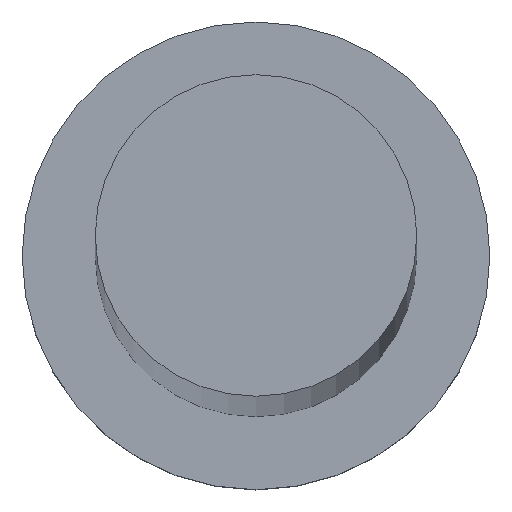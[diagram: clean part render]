
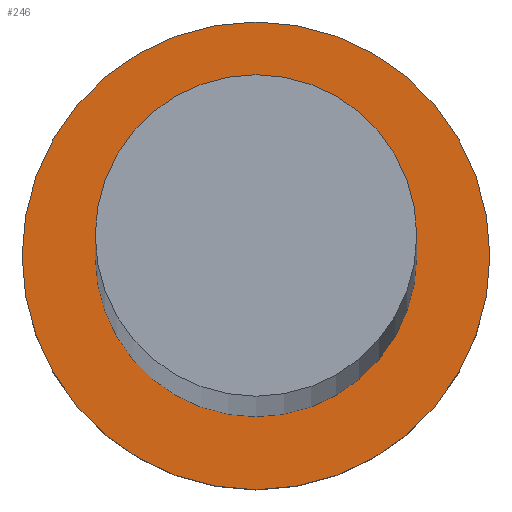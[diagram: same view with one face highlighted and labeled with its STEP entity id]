
A CAD part, top view. The second image highlights one B-rep face of the part: STEP entity #246.
In plain terms, the highlighted planar face has unit normal (0, 0, 1).
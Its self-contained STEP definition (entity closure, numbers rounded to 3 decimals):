
#1 = AXIS2_PLACEMENT_3D ( 'NONE', #163, #121, #202 ) ;
#15 = EDGE_LOOP ( 'NONE', ( #145, #32 ) ) ;
#17 = CARTESIAN_POINT ( 'NONE',  ( 8., 0., 5. ) ) ;
#22 = CARTESIAN_POINT ( 'NONE',  ( 0., 0., 5. ) ) ;
#26 = DIRECTION ( 'NONE',  ( 0., 0., 1. ) ) ;
#27 = DIRECTION ( 'NONE',  ( 0., 0., 1. ) ) ;
#32 = ORIENTED_EDGE ( 'NONE', *, *, #143, .T. ) ;
#36 = AXIS2_PLACEMENT_3D ( 'NONE', #69, #155, #92 ) ;
#43 = CARTESIAN_POINT ( 'NONE',  ( 5.5, 0., 5. ) ) ;
#49 = VERTEX_POINT ( 'NONE', #17 ) ;
#68 = CIRCLE ( 'NONE', #36, 5.5 ) ;
#69 = CARTESIAN_POINT ( 'NONE',  ( 0., 0., 5. ) ) ;
#86 = CIRCLE ( 'NONE', #245, 8. ) ;
#90 = CIRCLE ( 'NONE', #126, 5.5 ) ;
#92 = DIRECTION ( 'NONE',  ( 1., 0., 0. ) ) ;
#101 = EDGE_LOOP ( 'NONE', ( #205, #201 ) ) ;
#102 = DIRECTION ( 'NONE',  ( 0., 0., 1. ) ) ;
#116 = VERTEX_POINT ( 'NONE', #177 ) ;
#121 = DIRECTION ( 'NONE',  ( 0., 0., 1. ) ) ;
#123 = DIRECTION ( 'NONE',  ( 1., 0., 0. ) ) ;
#126 = AXIS2_PLACEMENT_3D ( 'NONE', #195, #26, #157 ) ;
#141 = CARTESIAN_POINT ( 'NONE',  ( 0., 0., 5. ) ) ;
#143 = EDGE_CURVE ( 'NONE', #49, #149, #86, .T. ) ;
#145 = ORIENTED_EDGE ( 'NONE', *, *, #251, .T. ) ;
#149 = VERTEX_POINT ( 'NONE', #239 ) ;
#155 = DIRECTION ( 'NONE',  ( 0., 0., 1. ) ) ;
#157 = DIRECTION ( 'NONE',  ( 1., 0., 0. ) ) ;
#163 = CARTESIAN_POINT ( 'NONE',  ( 0., 0., 5. ) ) ;
#177 = CARTESIAN_POINT ( 'NONE',  ( -5.5, 0., 5. ) ) ;
#179 = PLANE ( 'NONE',  #1 ) ;
#180 = VERTEX_POINT ( 'NONE', #43 ) ;
#182 = FACE_BOUND ( 'NONE', #101, .T. ) ;
#188 = EDGE_CURVE ( 'NONE', #180, #116, #90, .T. ) ;
#195 = CARTESIAN_POINT ( 'NONE',  ( 0., 0., 5. ) ) ;
#199 = EDGE_CURVE ( 'NONE', #116, #180, #68, .T. ) ;
#201 = ORIENTED_EDGE ( 'NONE', *, *, #188, .F. ) ;
#202 = DIRECTION ( 'NONE',  ( 1., 0., 0. ) ) ;
#205 = ORIENTED_EDGE ( 'NONE', *, *, #199, .F. ) ;
#221 = FACE_OUTER_BOUND ( 'NONE', #15, .T. ) ;
#224 = CIRCLE ( 'NONE', #234, 8. ) ;
#234 = AXIS2_PLACEMENT_3D ( 'NONE', #141, #102, #123 ) ;
#239 = CARTESIAN_POINT ( 'NONE',  ( -8., 0., 5. ) ) ;
#241 = DIRECTION ( 'NONE',  ( 1., 0., 0. ) ) ;
#245 = AXIS2_PLACEMENT_3D ( 'NONE', #22, #27, #241 ) ;
#246 = ADVANCED_FACE ( 'NONE', ( #182, #221 ), #179, .T. ) ;
#251 = EDGE_CURVE ( 'NONE', #149, #49, #224, .T. ) ;
